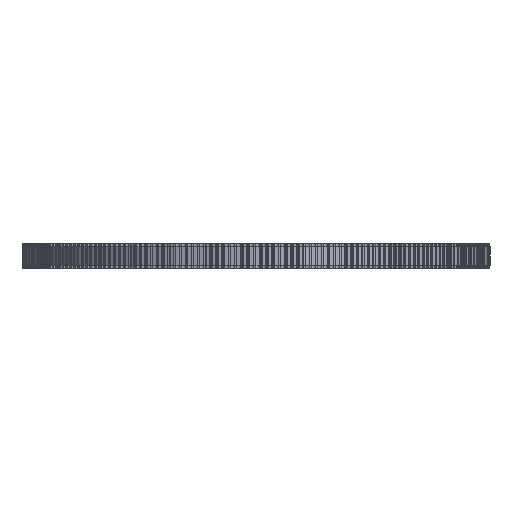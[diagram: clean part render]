
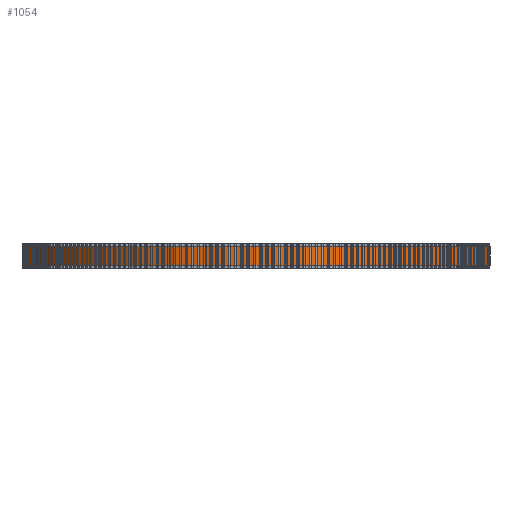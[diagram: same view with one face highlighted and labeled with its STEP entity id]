
A CAD part, left-side view. The second image highlights one B-rep face of the part: STEP entity #1054.
In plain terms, the highlighted cylindrical face has radius 74.166 mm (diameter 148.332 mm), a full revolution.
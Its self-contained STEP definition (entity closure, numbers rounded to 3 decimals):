
#97=FACE_BOUND('',#3856,.T.);
#98=FACE_BOUND('',#3857,.T.);
#1054=ADVANCED_FACE('',(#97,#98),#1987,.T.);
#1987=CYLINDRICAL_SURFACE('',#20647,74.166);
#3856=EDGE_LOOP('',(#11314));
#3857=EDGE_LOOP('',(#11315));
#11314=ORIENTED_EDGE('',*,*,#15978,.T.);
#11315=ORIENTED_EDGE('',*,*,#15979,.T.);
#13180=VERTEX_POINT('',#32780);
#13181=VERTEX_POINT('',#32782);
#15978=EDGE_CURVE('',#13180,#13180,#17844,.T.);
#15979=EDGE_CURVE('',#13181,#13181,#17845,.T.);
#17844=CIRCLE('',#20645,74.166);
#17845=CIRCLE('',#20646,74.166);
#20645=AXIS2_PLACEMENT_3D('',#32779,#27178,#27179);
#20646=AXIS2_PLACEMENT_3D('',#32781,#27180,#27181);
#20647=AXIS2_PLACEMENT_3D('',#32783,#27182,#27183);
#27178=DIRECTION('',(0.,0.,1.));
#27179=DIRECTION('',(1.,0.,0.));
#27180=DIRECTION('',(0.,0.,-1.));
#27181=DIRECTION('',(1.,0.,0.));
#27182=DIRECTION('',(0.,0.,1.));
#27183=DIRECTION('',(1.,0.,0.));
#32779=CARTESIAN_POINT('',(0.,0.,1.));
#32780=CARTESIAN_POINT('',(74.166,0.,1.));
#32781=CARTESIAN_POINT('',(0.,0.,7.));
#32782=CARTESIAN_POINT('',(74.166,0.,7.));
#32783=CARTESIAN_POINT('',(0.,0.,1.));
